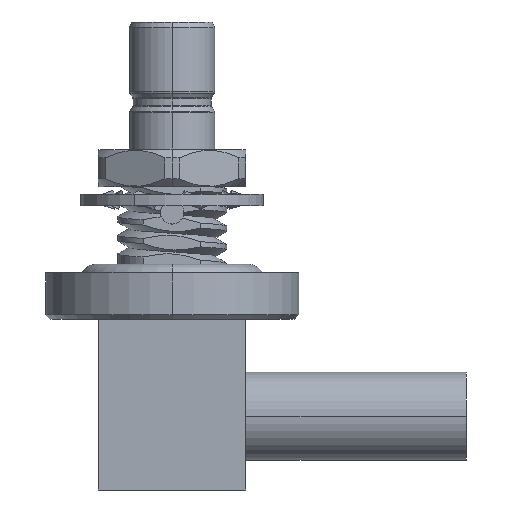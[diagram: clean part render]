
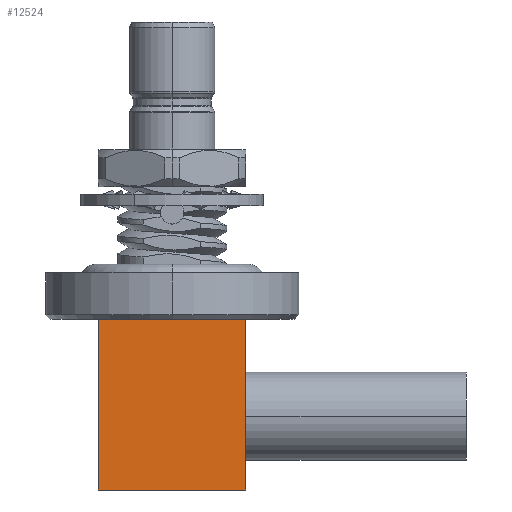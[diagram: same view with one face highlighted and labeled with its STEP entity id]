
A CAD part, left-side view. The second image highlights one B-rep face of the part: STEP entity #12524.
In plain terms, the highlighted planar face has unit normal (-1, 0, 0).
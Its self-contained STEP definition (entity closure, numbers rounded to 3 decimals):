
#1444 = DIRECTION ( 'NONE',  ( 0., 0., 1. ) ) ;
#1480 = EDGE_CURVE ( 'NONE', #10285, #9423, #9333, .T. ) ;
#1574 = ORIENTED_EDGE ( 'NONE', *, *, #3312, .F. ) ;
#1886 = ORIENTED_EDGE ( 'NONE', *, *, #2551, .T. ) ;
#2292 = ORIENTED_EDGE ( 'NONE', *, *, #1480, .F. ) ;
#2353 = VECTOR ( 'NONE', #2998, 1000. ) ;
#2551 = EDGE_CURVE ( 'NONE', #10285, #12911, #8113, .T. ) ;
#2684 = LINE ( 'NONE', #10797, #8386 ) ;
#2998 = DIRECTION ( 'NONE',  ( 0., 0., 1. ) ) ;
#3312 = EDGE_CURVE ( 'NONE', #9423, #7876, #2684, .T. ) ;
#3793 = ORIENTED_EDGE ( 'NONE', *, *, #4281, .F. ) ;
#4144 = AXIS2_PLACEMENT_3D ( 'NONE', #7315, #11385, #6219 ) ;
#4281 = EDGE_CURVE ( 'NONE', #7876, #12911, #11903, .T. ) ;
#5052 = CARTESIAN_POINT ( 'NONE',  ( -3.175, -3.175, 5. ) ) ;
#6219 = DIRECTION ( 'NONE',  ( 0., 0., 1. ) ) ;
#6298 = VECTOR ( 'NONE', #12453, 1000. ) ;
#6623 = DIRECTION ( 'NONE',  ( 0., -1., 0. ) ) ;
#7315 = CARTESIAN_POINT ( 'NONE',  ( -3.175, -3.175, 5. ) ) ;
#7630 = CARTESIAN_POINT ( 'NONE',  ( -3.175, -3.175, -1.35 ) ) ;
#7647 = VECTOR ( 'NONE', #6623, 1000. ) ;
#7876 = VERTEX_POINT ( 'NONE', #12286 ) ;
#8113 = LINE ( 'NONE', #5052, #2353 ) ;
#8386 = VECTOR ( 'NONE', #1444, 1000. ) ;
#8516 = CARTESIAN_POINT ( 'NONE',  ( -3.175, -3.175, 6. ) ) ;
#9333 = LINE ( 'NONE', #13472, #6298 ) ;
#9423 = VERTEX_POINT ( 'NONE', #11145 ) ;
#9550 = FACE_OUTER_BOUND ( 'NONE', #13125, .T. ) ;
#9599 = CARTESIAN_POINT ( 'NONE',  ( -3.175, -3.175, 6. ) ) ;
#10285 = VERTEX_POINT ( 'NONE', #7630 ) ;
#10516 = PLANE ( 'NONE',  #4144 ) ;
#10797 = CARTESIAN_POINT ( 'NONE',  ( -3.175, 3.175, 5. ) ) ;
#11145 = CARTESIAN_POINT ( 'NONE',  ( -3.175, 3.175, -1.35 ) ) ;
#11385 = DIRECTION ( 'NONE',  ( -1., 0., 0. ) ) ;
#11903 = LINE ( 'NONE', #8516, #7647 ) ;
#12286 = CARTESIAN_POINT ( 'NONE',  ( -3.175, 3.175, 6. ) ) ;
#12453 = DIRECTION ( 'NONE',  ( 0., 1., 0. ) ) ;
#12524 = ADVANCED_FACE ( 'NONE', ( #9550 ), #10516, .T. ) ;
#12911 = VERTEX_POINT ( 'NONE', #9599 ) ;
#13125 = EDGE_LOOP ( 'NONE', ( #1886, #3793, #1574, #2292 ) ) ;
#13472 = CARTESIAN_POINT ( 'NONE',  ( -3.175, -3.175, -1.35 ) ) ;
